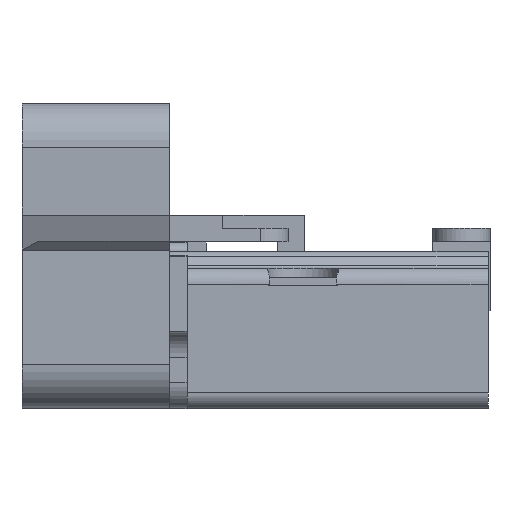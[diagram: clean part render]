
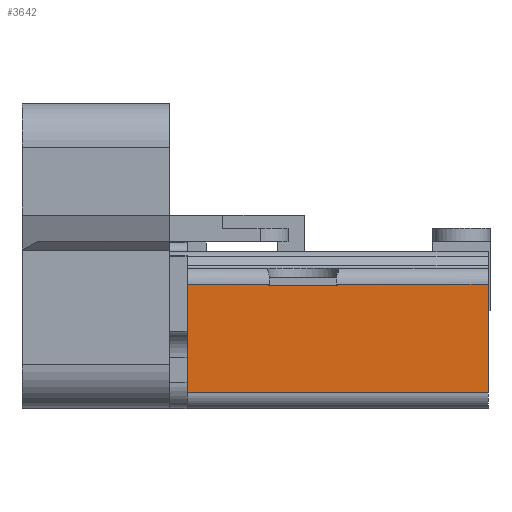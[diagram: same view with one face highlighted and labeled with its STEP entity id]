
A CAD part, left-side view. The second image highlights one B-rep face of the part: STEP entity #3642.
In plain terms, the highlighted planar face has unit normal (-1, 0, 0).
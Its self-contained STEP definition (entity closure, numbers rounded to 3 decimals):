
#302=FACE_OUTER_BOUND('',#489,.T.);
#489=EDGE_LOOP('',(#2622,#2623,#2624,#2625,#2626,#2627,#2628,#2629,#2630,
#2631));
#666=LINE('',#5253,#1075);
#680=LINE('',#5313,#1089);
#681=LINE('',#5343,#1090);
#682=LINE('',#5357,#1091);
#689=LINE('',#5371,#1098);
#690=LINE('',#5376,#1099);
#755=LINE('',#5575,#1164);
#756=LINE('',#5576,#1165);
#757=LINE('',#5578,#1166);
#758=LINE('',#5579,#1167);
#1075=VECTOR('',#4178,10.);
#1089=VECTOR('',#4218,10.);
#1090=VECTOR('',#4225,10.);
#1091=VECTOR('',#4230,10.);
#1098=VECTOR('',#4241,10.);
#1099=VECTOR('',#4248,10.);
#1164=VECTOR('',#4443,10.);
#1165=VECTOR('',#4444,10.);
#1166=VECTOR('',#4445,10.);
#1167=VECTOR('',#4446,10.);
#1488=VERTEX_POINT('',#5250);
#1489=VERTEX_POINT('',#5252);
#1510=VERTEX_POINT('',#5300);
#1512=VERTEX_POINT('',#5312);
#1517=VERTEX_POINT('',#5340);
#1518=VERTEX_POINT('',#5342);
#1524=VERTEX_POINT('',#5370);
#1525=VERTEX_POINT('',#5374);
#1594=VERTEX_POINT('',#5574);
#1595=VERTEX_POINT('',#5577);
#1855=EDGE_CURVE('',#1488,#1489,#666,.T.);
#1880=EDGE_CURVE('',#1512,#1510,#680,.T.);
#1886=EDGE_CURVE('',#1518,#1517,#681,.T.);
#1889=EDGE_CURVE('',#1517,#1512,#682,.T.);
#1896=EDGE_CURVE('',#1518,#1524,#689,.T.);
#1899=EDGE_CURVE('',#1525,#1510,#690,.T.);
#1998=EDGE_CURVE('',#1594,#1525,#755,.T.);
#1999=EDGE_CURVE('',#1594,#1489,#756,.T.);
#2000=EDGE_CURVE('',#1488,#1595,#757,.T.);
#2001=EDGE_CURVE('',#1524,#1595,#758,.T.);
#2622=ORIENTED_EDGE('',*,*,#1880,.T.);
#2623=ORIENTED_EDGE('',*,*,#1899,.F.);
#2624=ORIENTED_EDGE('',*,*,#1998,.F.);
#2625=ORIENTED_EDGE('',*,*,#1999,.T.);
#2626=ORIENTED_EDGE('',*,*,#1855,.F.);
#2627=ORIENTED_EDGE('',*,*,#2000,.T.);
#2628=ORIENTED_EDGE('',*,*,#2001,.F.);
#2629=ORIENTED_EDGE('',*,*,#1896,.F.);
#2630=ORIENTED_EDGE('',*,*,#1886,.T.);
#2631=ORIENTED_EDGE('',*,*,#1889,.T.);
#3507=PLANE('',#3901);
#3642=ADVANCED_FACE('',(#302),#3507,.T.);
#3901=AXIS2_PLACEMENT_3D('',#5573,#4441,#4442);
#4178=DIRECTION('',(0.,0.,1.));
#4218=DIRECTION('',(0.,0.,1.));
#4225=DIRECTION('',(0.,0.,-1.));
#4230=DIRECTION('',(0.,1.,0.));
#4241=DIRECTION('',(0.,-1.,0.));
#4248=DIRECTION('',(0.,-1.,0.));
#4441=DIRECTION('center_axis',(-1.,0.,0.));
#4442=DIRECTION('ref_axis',(0.,0.,-1.));
#4443=DIRECTION('',(0.,0.,1.));
#4444=DIRECTION('',(0.,-1.,0.));
#4445=DIRECTION('',(0.,-1.,0.));
#4446=DIRECTION('',(0.,0.,-1.));
#5250=CARTESIAN_POINT('',(111.31,143.165,-20.199));
#5252=CARTESIAN_POINT('',(111.31,143.165,-13.65));
#5253=CARTESIAN_POINT('',(111.31,143.165,-9.495));
#5300=CARTESIAN_POINT('',(111.31,133.778,-7.841));
#5312=CARTESIAN_POINT('',(111.31,133.778,-8.041));
#5313=CARTESIAN_POINT('',(111.31,133.778,-6.041));
#5340=CARTESIAN_POINT('',(111.31,126.222,-8.041));
#5342=CARTESIAN_POINT('',(111.31,126.222,-7.841));
#5343=CARTESIAN_POINT('',(111.31,126.222,-6.041));
#5357=CARTESIAN_POINT('',(111.31,137.583,-8.041));
#5370=CARTESIAN_POINT('',(111.31,108.965,-7.841));
#5371=CARTESIAN_POINT('',(111.31,145.165,-7.841));
#5374=CARTESIAN_POINT('',(111.31,145.165,-7.841));
#5376=CARTESIAN_POINT('',(111.31,145.165,-7.841));
#5573=CARTESIAN_POINT('Origin',(111.31,145.165,-7.841));
#5574=CARTESIAN_POINT('',(111.31,145.165,-13.65));
#5575=CARTESIAN_POINT('',(111.31,145.165,-6.245));
#5576=CARTESIAN_POINT('',(111.31,145.165,-13.65));
#5577=CARTESIAN_POINT('',(111.31,108.965,-20.199));
#5578=CARTESIAN_POINT('',(111.31,143.165,-20.199));
#5579=CARTESIAN_POINT('',(111.31,108.965,-7.841));
